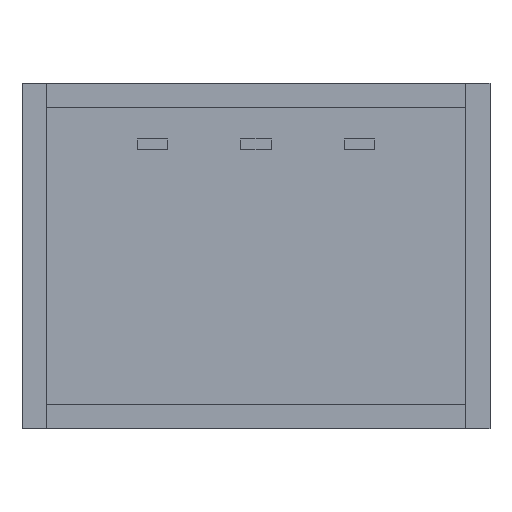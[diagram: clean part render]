
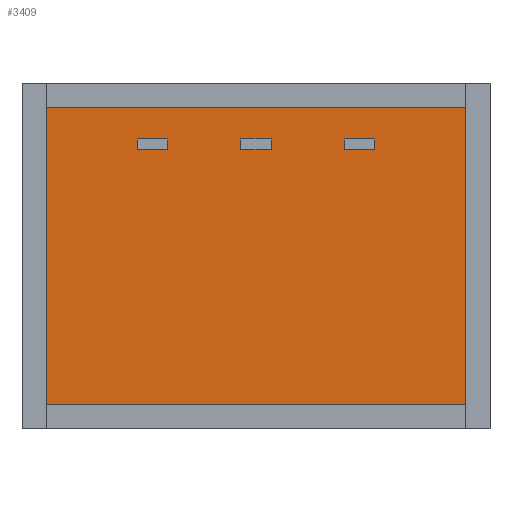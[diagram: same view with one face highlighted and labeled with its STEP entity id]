
A CAD part, front view. The second image highlights one B-rep face of the part: STEP entity #3409.
In plain terms, the highlighted planar face has unit normal (0, -1, 0).
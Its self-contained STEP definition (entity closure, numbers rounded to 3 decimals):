
#69 = VERTEX_POINT ( 'NONE', #2722 ) ;
#142 = CARTESIAN_POINT ( 'NONE',  ( 0., 1., 0. ) ) ;
#444 = CARTESIAN_POINT ( 'NONE',  ( 5.15, 1., -3.65 ) ) ;
#505 = LINE ( 'NONE', #2758, #1325 ) ;
#634 = VECTOR ( 'NONE', #903, 1000. ) ;
#788 = LINE ( 'NONE', #2276, #3464 ) ;
#803 = CARTESIAN_POINT ( 'NONE',  ( -5.15, 1., 3.65 ) ) ;
#889 = PLANE ( 'NONE',  #4319 ) ;
#903 = DIRECTION ( 'NONE',  ( 1., 0., 0. ) ) ;
#1038 = VERTEX_POINT ( 'NONE', #4788 ) ;
#1285 = ORIENTED_EDGE ( 'NONE', *, *, #3305, .F. ) ;
#1325 = VECTOR ( 'NONE', #1980, 1000. ) ;
#1426 = EDGE_CURVE ( 'NONE', #1038, #3378, #505, .T. ) ;
#1594 = CARTESIAN_POINT ( 'NONE',  ( -5.15, 1., 3.65 ) ) ;
#1620 = DIRECTION ( 'NONE',  ( 0., 1., 0. ) ) ;
#1768 = EDGE_LOOP ( 'NONE', ( #2355, #4322, #4281, #1285 ) ) ;
#1932 = DIRECTION ( 'NONE',  ( -1., 0., 0. ) ) ;
#1979 = FACE_OUTER_BOUND ( 'NONE', #1768, .T. ) ;
#1980 = DIRECTION ( 'NONE',  ( 0., 0., 1. ) ) ;
#2132 = EDGE_CURVE ( 'NONE', #2624, #1038, #2975, .T. ) ;
#2276 = CARTESIAN_POINT ( 'NONE',  ( 5.15, 1., 3.65 ) ) ;
#2290 = LINE ( 'NONE', #803, #634 ) ;
#2355 = ORIENTED_EDGE ( 'NONE', *, *, #2511, .F. ) ;
#2511 = EDGE_CURVE ( 'NONE', #3378, #69, #2290, .T. ) ;
#2624 = VERTEX_POINT ( 'NONE', #444 ) ;
#2722 = CARTESIAN_POINT ( 'NONE',  ( 5.15, 1., 3.65 ) ) ;
#2734 = DIRECTION ( 'NONE',  ( 1., 0., 0. ) ) ;
#2758 = CARTESIAN_POINT ( 'NONE',  ( -5.15, 1., -3.65 ) ) ;
#2975 = LINE ( 'NONE', #4460, #3292 ) ;
#3020 = DIRECTION ( 'NONE',  ( 0., 0., -1. ) ) ;
#3292 = VECTOR ( 'NONE', #1932, 1000. ) ;
#3305 = EDGE_CURVE ( 'NONE', #69, #2624, #788, .T. ) ;
#3378 = VERTEX_POINT ( 'NONE', #1594 ) ;
#3409 = ADVANCED_FACE ( 'NONE', ( #1979 ), #889, .F. ) ;
#3464 = VECTOR ( 'NONE', #3020, 1000. ) ;
#4281 = ORIENTED_EDGE ( 'NONE', *, *, #2132, .F. ) ;
#4319 = AXIS2_PLACEMENT_3D ( 'NONE', #142, #1620, #2734 ) ;
#4322 = ORIENTED_EDGE ( 'NONE', *, *, #1426, .F. ) ;
#4460 = CARTESIAN_POINT ( 'NONE',  ( 5.15, 1., -3.65 ) ) ;
#4788 = CARTESIAN_POINT ( 'NONE',  ( -5.15, 1., -3.65 ) ) ;
